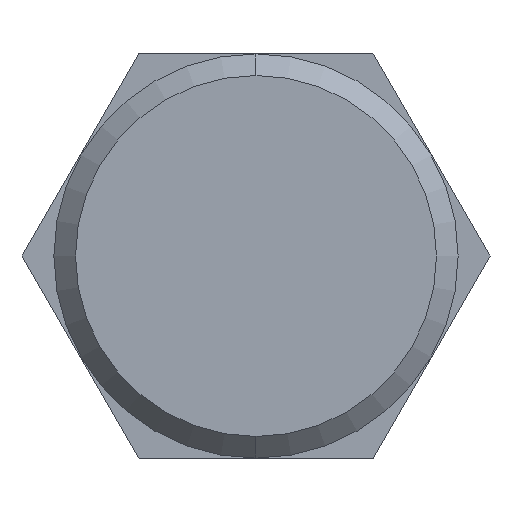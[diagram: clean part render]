
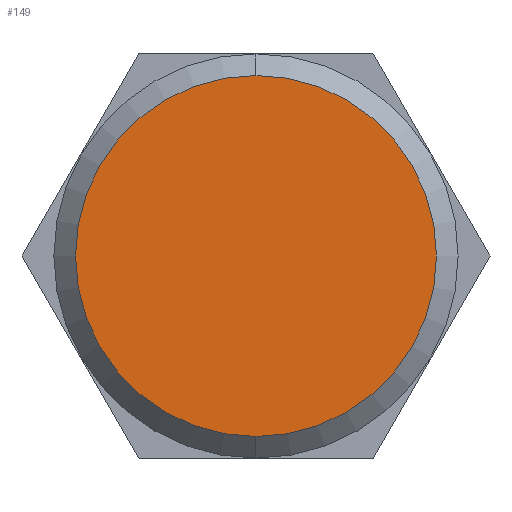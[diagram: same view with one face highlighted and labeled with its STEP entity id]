
A CAD part, front view. The second image highlights one B-rep face of the part: STEP entity #149.
In plain terms, the highlighted planar face has unit normal (0, -1, 0).
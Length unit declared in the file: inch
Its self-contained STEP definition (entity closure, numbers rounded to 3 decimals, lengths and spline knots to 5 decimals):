
#9 = DIRECTION ( 'NONE',  ( 0., -1., 0. ) ) ;
#40 = CARTESIAN_POINT ( 'NONE',  ( -1.54426, -2.61, -0.65615 ) ) ;
#45 = DIRECTION ( 'NONE',  ( 0., -1., 0. ) ) ;
#56 = DIRECTION ( 'NONE',  ( 0., 0., 1. ) ) ;
#69 = AXIS2_PLACEMENT_3D ( 'NONE', #280, #328, #83 ) ;
#83 = DIRECTION ( 'NONE',  ( 0., 0., 1. ) ) ;
#88 = PLANE ( 'NONE',  #69 ) ;
#103 = ORIENTED_EDGE ( 'NONE', *, *, #392, .T. ) ;
#141 = CARTESIAN_POINT ( 'NONE',  ( -1.54426, -2.61, -0.48915 ) ) ;
#149 = ADVANCED_FACE ( 'NONE', ( #357 ), #88, .F. ) ;
#168 = EDGE_LOOP ( 'NONE', ( #103, #172 ) ) ;
#172 = ORIENTED_EDGE ( 'NONE', *, *, #409, .T. ) ;
#206 = VERTEX_POINT ( 'NONE', #141 ) ;
#216 = DIRECTION ( 'NONE',  ( 0., 0., 1. ) ) ;
#280 = CARTESIAN_POINT ( 'NONE',  ( -1.54426, -2.61, -0.65615 ) ) ;
#326 = CARTESIAN_POINT ( 'NONE',  ( -1.54426, -2.61, -0.65615 ) ) ;
#328 = DIRECTION ( 'NONE',  ( 0., 1., 0. ) ) ;
#357 = FACE_OUTER_BOUND ( 'NONE', #168, .T. ) ;
#375 = VERTEX_POINT ( 'NONE', #415 ) ;
#392 = EDGE_CURVE ( 'NONE', #206, #375, #472, .T. ) ;
#409 = EDGE_CURVE ( 'NONE', #375, #206, #462, .T. ) ;
#415 = CARTESIAN_POINT ( 'NONE',  ( -1.54426, -2.61, -0.82315 ) ) ;
#462 = CIRCLE ( 'NONE', #517, 0.167 ) ;
#472 = CIRCLE ( 'NONE', #493, 0.167 ) ;
#493 = AXIS2_PLACEMENT_3D ( 'NONE', #326, #9, #216 ) ;
#517 = AXIS2_PLACEMENT_3D ( 'NONE', #40, #45, #56 ) ;
